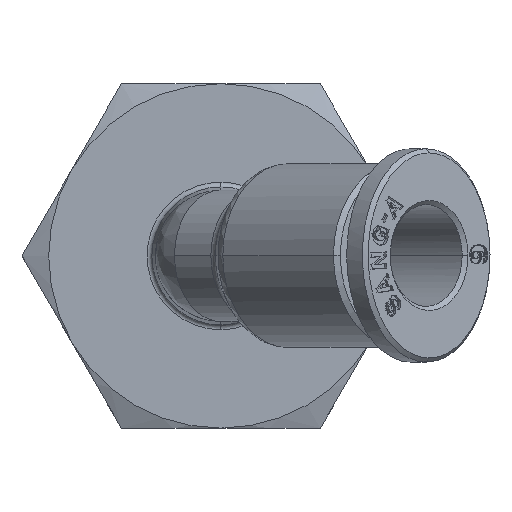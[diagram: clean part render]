
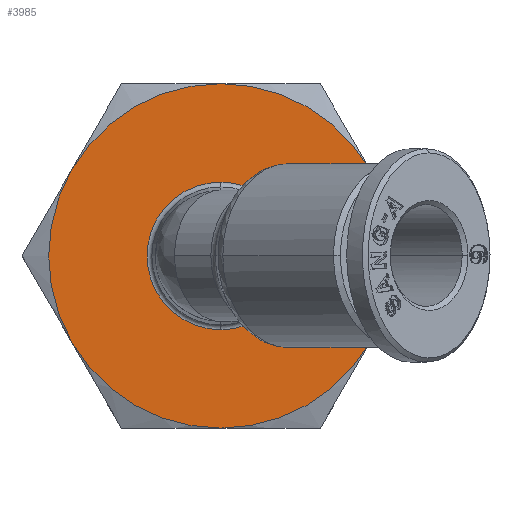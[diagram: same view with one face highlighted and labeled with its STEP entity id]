
A CAD part, top view. The second image highlights one B-rep face of the part: STEP entity #3985.
In plain terms, the highlighted planar face has unit normal (0, 0, 1).
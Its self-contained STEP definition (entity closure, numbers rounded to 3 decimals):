
#262 = DIRECTION ( 'NONE',  ( 0., 0., -1. ) ) ;
#478 = DIRECTION ( 'NONE',  ( 0., 1., 0. ) ) ;
#509 = EDGE_CURVE ( 'NONE', #563, #2303, #2602, .T. ) ;
#549 = DIRECTION ( 'NONE',  ( 0., 0., -1. ) ) ;
#563 = VERTEX_POINT ( 'NONE', #3454 ) ;
#753 = DIRECTION ( 'NONE',  ( 0., 1., 0. ) ) ;
#858 = AXIS2_PLACEMENT_3D ( 'NONE', #1165, #3637, #478 ) ;
#923 = ORIENTED_EDGE ( 'NONE', *, *, #1693, .F. ) ;
#1017 = CARTESIAN_POINT ( 'NONE',  ( -0.67, -4.501, -0.879 ) ) ;
#1165 = CARTESIAN_POINT ( 'NONE',  ( -0.67, 0., -0.879 ) ) ;
#1340 = DIRECTION ( 'NONE',  ( -1., 0., 0. ) ) ;
#1405 = EDGE_LOOP ( 'NONE', ( #6083, #923, #6141, #4142, #3978, #4115 ) ) ;
#1554 = EDGE_LOOP ( 'NONE', ( #9463, #8923 ) ) ;
#1693 = EDGE_CURVE ( 'NONE', #8677, #7309, #10153, .T. ) ;
#2078 = AXIS2_PLACEMENT_3D ( 'NONE', #9901, #2130, #9243 ) ;
#2130 = DIRECTION ( 'NONE',  ( 0., 0., -1. ) ) ;
#2303 = VERTEX_POINT ( 'NONE', #6177 ) ;
#2602 = CIRCLE ( 'NONE', #9962, 10.5 ) ;
#2719 = CARTESIAN_POINT ( 'NONE',  ( -9.764, 5.25, -0.879 ) ) ;
#2932 = DIRECTION ( 'NONE',  ( 0., 1., 0. ) ) ;
#3140 = CIRCLE ( 'NONE', #4209, 4.501 ) ;
#3187 = DIRECTION ( 'NONE',  ( 0., 0., -1. ) ) ;
#3268 = DIRECTION ( 'NONE',  ( 0., 1., 0. ) ) ;
#3454 = CARTESIAN_POINT ( 'NONE',  ( -0.67, 10.5, -0.879 ) ) ;
#3637 = DIRECTION ( 'NONE',  ( 0., 0., -1. ) ) ;
#3693 = FACE_OUTER_BOUND ( 'NONE', #1405, .T. ) ;
#3958 = VERTEX_POINT ( 'NONE', #2719 ) ;
#3978 = ORIENTED_EDGE ( 'NONE', *, *, #509, .F. ) ;
#3980 = CARTESIAN_POINT ( 'NONE',  ( -0.67, 0., -0.879 ) ) ;
#3985 = ADVANCED_FACE ( 'NONE', ( #6046, #3693 ), #5960, .F. ) ;
#4071 = CARTESIAN_POINT ( 'NONE',  ( -0.67, -10.5, -0.879 ) ) ;
#4115 = ORIENTED_EDGE ( 'NONE', *, *, #9891, .F. ) ;
#4142 = ORIENTED_EDGE ( 'NONE', *, *, #9933, .F. ) ;
#4209 = AXIS2_PLACEMENT_3D ( 'NONE', #8314, #4573, #8455 ) ;
#4317 = EDGE_CURVE ( 'NONE', #7309, #3958, #8122, .T. ) ;
#4520 = DIRECTION ( 'NONE',  ( 0., 0., -1. ) ) ;
#4573 = DIRECTION ( 'NONE',  ( 0., 0., 1. ) ) ;
#4896 = AXIS2_PLACEMENT_3D ( 'NONE', #8005, #3187, #3268 ) ;
#5048 = DIRECTION ( 'NONE',  ( 0., 1., 0. ) ) ;
#5053 = AXIS2_PLACEMENT_3D ( 'NONE', #6872, #4520, #2932 ) ;
#5285 = AXIS2_PLACEMENT_3D ( 'NONE', #9515, #9412, #753 ) ;
#5348 = CARTESIAN_POINT ( 'NONE',  ( -0.67, 0., -0.879 ) ) ;
#5491 = EDGE_CURVE ( 'NONE', #9667, #7231, #3140, .T. ) ;
#5520 = EDGE_CURVE ( 'NONE', #7231, #9667, #8690, .T. ) ;
#5960 = PLANE ( 'NONE',  #6405 ) ;
#6046 = FACE_BOUND ( 'NONE', #1554, .T. ) ;
#6083 = ORIENTED_EDGE ( 'NONE', *, *, #4317, .F. ) ;
#6141 = ORIENTED_EDGE ( 'NONE', *, *, #7432, .F. ) ;
#6177 = CARTESIAN_POINT ( 'NONE',  ( 8.423, 5.25, -0.879 ) ) ;
#6270 = CIRCLE ( 'NONE', #5053, 10.5 ) ;
#6405 = AXIS2_PLACEMENT_3D ( 'NONE', #5348, #549, #1340 ) ;
#6786 = CARTESIAN_POINT ( 'NONE',  ( -0.67, 4.501, -0.879 ) ) ;
#6796 = AXIS2_PLACEMENT_3D ( 'NONE', #3980, #10192, #7911 ) ;
#6872 = CARTESIAN_POINT ( 'NONE',  ( -0.67, 0., -0.879 ) ) ;
#7231 = VERTEX_POINT ( 'NONE', #6786 ) ;
#7251 = CARTESIAN_POINT ( 'NONE',  ( 8.423, -5.25, -0.879 ) ) ;
#7309 = VERTEX_POINT ( 'NONE', #7691 ) ;
#7432 = EDGE_CURVE ( 'NONE', #8338, #8677, #9523, .T. ) ;
#7691 = CARTESIAN_POINT ( 'NONE',  ( -9.764, -5.25, -0.879 ) ) ;
#7911 = DIRECTION ( 'NONE',  ( 0., 1., 0. ) ) ;
#8005 = CARTESIAN_POINT ( 'NONE',  ( -0.67, 0., -0.879 ) ) ;
#8122 = CIRCLE ( 'NONE', #6796, 10.5 ) ;
#8314 = CARTESIAN_POINT ( 'NONE',  ( -0.67, 0., -0.879 ) ) ;
#8338 = VERTEX_POINT ( 'NONE', #7251 ) ;
#8455 = DIRECTION ( 'NONE',  ( 0., 1., 0. ) ) ;
#8677 = VERTEX_POINT ( 'NONE', #4071 ) ;
#8690 = CIRCLE ( 'NONE', #5285, 4.501 ) ;
#8923 = ORIENTED_EDGE ( 'NONE', *, *, #5491, .F. ) ;
#9242 = CIRCLE ( 'NONE', #2078, 10.5 ) ;
#9243 = DIRECTION ( 'NONE',  ( 0., 1., 0. ) ) ;
#9412 = DIRECTION ( 'NONE',  ( 0., 0., 1. ) ) ;
#9463 = ORIENTED_EDGE ( 'NONE', *, *, #5520, .F. ) ;
#9515 = CARTESIAN_POINT ( 'NONE',  ( -0.67, 0., -0.879 ) ) ;
#9523 = CIRCLE ( 'NONE', #4896, 10.5 ) ;
#9667 = VERTEX_POINT ( 'NONE', #1017 ) ;
#9850 = CARTESIAN_POINT ( 'NONE',  ( -0.67, 0., -0.879 ) ) ;
#9891 = EDGE_CURVE ( 'NONE', #3958, #563, #9242, .T. ) ;
#9901 = CARTESIAN_POINT ( 'NONE',  ( -0.67, 0., -0.879 ) ) ;
#9933 = EDGE_CURVE ( 'NONE', #2303, #8338, #6270, .T. ) ;
#9962 = AXIS2_PLACEMENT_3D ( 'NONE', #9850, #262, #5048 ) ;
#10153 = CIRCLE ( 'NONE', #858, 10.5 ) ;
#10192 = DIRECTION ( 'NONE',  ( 0., 0., -1. ) ) ;
